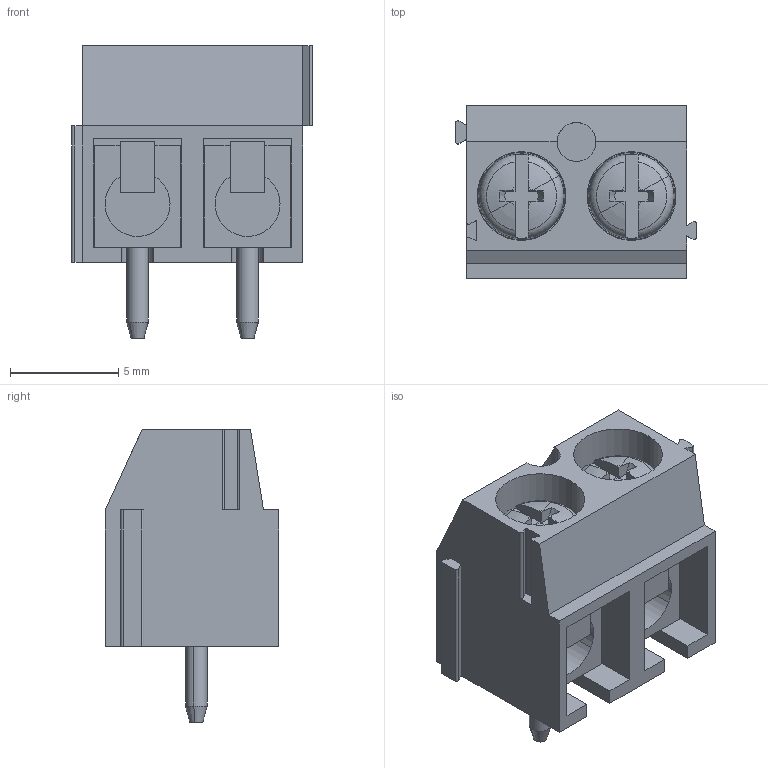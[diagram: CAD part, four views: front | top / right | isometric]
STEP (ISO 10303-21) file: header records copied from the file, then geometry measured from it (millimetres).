
FILE_DESCRIPTION(('CATIA V5 STEP Exchange','CAx-IF Rec.Pracs.--- Model Styling and Organization---1.4--- 2014-01-23'),'2;1');
FILE_NAME ('D1455593_1_1760490000_1760490000.stp','2021-04-07T09:58:54+00:00',('none'),('Weidmueller'),'CATIA Version 5-6 Release 2016 SP3 HF44','CATIA V5 STEP AP214','none');
FILE_SCHEMA(('AUTOMOTIVE_DESIGN { 1 0 10303 214 1 1 1 1 }'));
Length unit declared in the file: millimetre
Products named in the file (1): 1760490000
Bounding box: 11.11 x 8 x 13.5 mm (x, y, z)
Volume: 544.5 mm3; surface area: 1184.2 mm2
Topology: 5 solids, 5 shells, 157 faces, 417 edges, 274 vertices
Faces by surface type: plane 99, cylinder 30, cone 12, torus 8, revolution 8
Entity records: 4729 total; most frequent: CARTESIAN_POINT 1084, ORIENTED_EDGE 834, DIRECTION 576, EDGE_CURVE 417, VERTEX_POINT 274, VECTOR 259, LINE 259, AXIS2_PLACEMENT_3D 211
